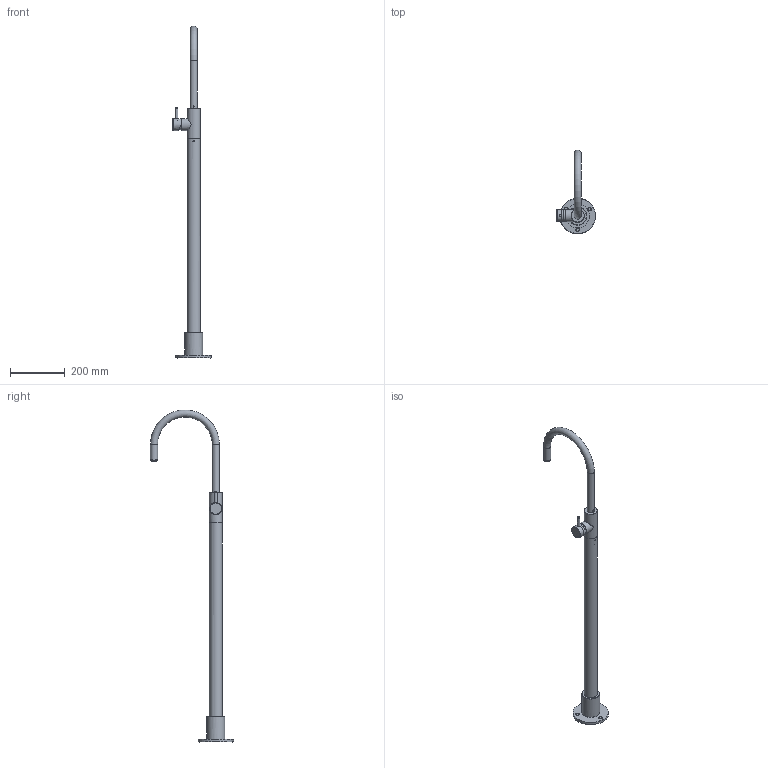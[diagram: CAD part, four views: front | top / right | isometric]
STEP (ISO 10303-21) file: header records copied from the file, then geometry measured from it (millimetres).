
FILE_DESCRIPTION(/* description */ ('Unknown'),/* implementation_level */ '2;1');
FILE_NAME(/* name */ 'CB078W',/* time_stamp */ '2016-03-15T10:25:07+01:00',/* author */ ('Unknown'),/* organization */ ('Unknown'),/* preprocessor_version */ 'ST-DEVELOPER v16.7',/* originating_system */ 'DEX',/* authorisation */ $);
FILE_SCHEMA (('AUTOMOTIVE_DESIGN {1 0 10303 214 3 1 1}'));
Length unit declared in the file: millimetre
Products named in the file (1): CB078W
Bounding box: 141.65 x 302.75 x 1209.79 mm (x, y, z)
Volume: 3830.7 mm3; surface area: 260901.7 mm2
Topology: 2 solids, 44 shells, 105 faces, 360 edges, 283 vertices
Faces by surface type: plane 43, cylinder 35, cone 15, torus 11, sphere 1
Full cylindrical faces by diameter (mm): 5 x1, 6.4 x3, 7.5 x2, 9 x1, 15 x1, 18 x1, 24.2 x1, 26 x2, 32.5 x2, 36 x1, 44 x3, 48 x2, 52 x1, 61.5 x1, 64.7 x1, 67 x1, 86 x1, 114.5 x1, 129.5 x1
Entity records: 7061 total; most frequent: CARTESIAN_POINT 3985, DIRECTION 606, ORIENTED_EDGE 335, EDGE_CURVE 271, AXIS2_PLACEMENT_3D 269, VERTEX_POINT 251, FACE_BOUND 186, EDGE_LOOP 182
